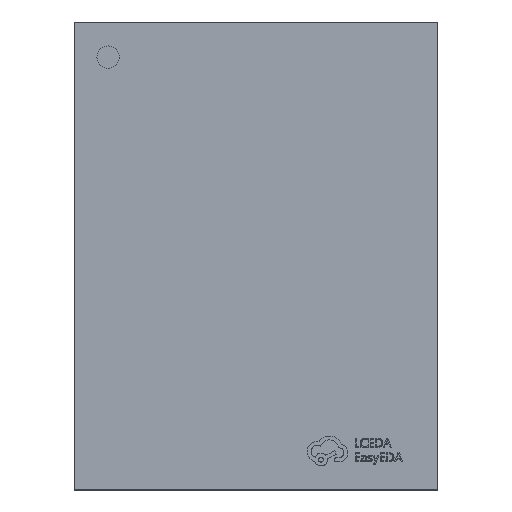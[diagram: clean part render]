
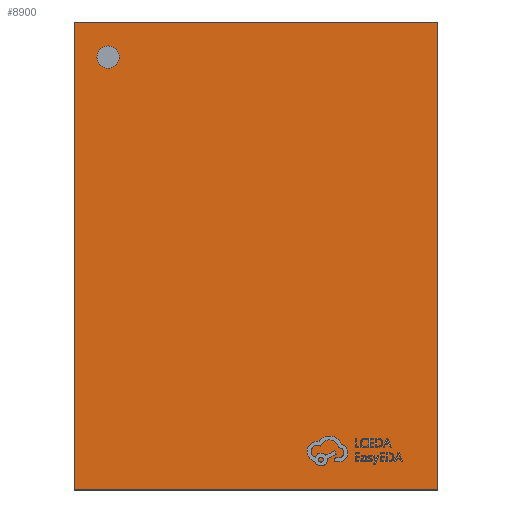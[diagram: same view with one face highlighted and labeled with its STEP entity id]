
A CAD part, top view. The second image highlights one B-rep face of the part: STEP entity #8900.
In plain terms, the highlighted planar face has unit normal (0, 0, 1).
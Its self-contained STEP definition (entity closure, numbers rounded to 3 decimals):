
#36 = EDGE_LOOP ( 'NONE', ( #4986, #3256, #4788, #3470 ) ) ;
#201 = DIRECTION ( 'NONE',  ( -1., 0., 0. ) ) ;
#252 = VECTOR ( 'NONE', #3718, 1000. ) ;
#407 = LINE ( 'NONE', #1671, #1488 ) ;
#498 = CARTESIAN_POINT ( 'NONE',  ( -0.612, 0.765, 0.55 ) ) ;
#630 = VERTEX_POINT ( 'NONE', #498 ) ;
#717 = CARTESIAN_POINT ( 'NONE',  ( -0.7, -0.9, 0.55 ) ) ;
#1406 = VERTEX_POINT ( 'NONE', #6272 ) ;
#1488 = VECTOR ( 'NONE', #2917, 1000. ) ;
#1517 = EDGE_CURVE ( 'NONE', #7389, #8359, #407, .T. ) ;
#1621 = CARTESIAN_POINT ( 'NONE',  ( 0., 0., 0.55 ) ) ;
#1671 = CARTESIAN_POINT ( 'NONE',  ( -0.7, 0.9, 0.55 ) ) ;
#1822 = EDGE_CURVE ( 'NONE', #8359, #15891, #4353, .T. ) ;
#2004 = CARTESIAN_POINT ( 'NONE',  ( 0.7, 0.9, 0.55 ) ) ;
#2205 = EDGE_CURVE ( 'NONE', #630, #1406, #13665, .T. ) ;
#2491 = CARTESIAN_POINT ( 'NONE',  ( -0.7, -0.9, 0.55 ) ) ;
#2559 = AXIS2_PLACEMENT_3D ( 'NONE', #12393, #12138, #4398 ) ;
#2917 = DIRECTION ( 'NONE',  ( -1., 0., 0. ) ) ;
#3256 = ORIENTED_EDGE ( 'NONE', *, *, #1517, .T. ) ;
#3439 = VECTOR ( 'NONE', #9394, 1000. ) ;
#3470 = ORIENTED_EDGE ( 'NONE', *, *, #9245, .T. ) ;
#3718 = DIRECTION ( 'NONE',  ( 1., 0., 0. ) ) ;
#3792 = LINE ( 'NONE', #2491, #252 ) ;
#4353 = LINE ( 'NONE', #717, #10993 ) ;
#4398 = DIRECTION ( 'NONE',  ( 1., 0., 0. ) ) ;
#4788 = ORIENTED_EDGE ( 'NONE', *, *, #1822, .T. ) ;
#4986 = ORIENTED_EDGE ( 'NONE', *, *, #6217, .T. ) ;
#5394 = CARTESIAN_POINT ( 'NONE',  ( 0.7, -0.9, 0.55 ) ) ;
#6071 = EDGE_LOOP ( 'NONE', ( #8358, #10841 ) ) ;
#6217 = EDGE_CURVE ( 'NONE', #11773, #7389, #10733, .T. ) ;
#6272 = CARTESIAN_POINT ( 'NONE',  ( -0.526, 0.765, 0.55 ) ) ;
#6699 = FACE_BOUND ( 'NONE', #6071, .T. ) ;
#7389 = VERTEX_POINT ( 'NONE', #2004 ) ;
#7901 = FACE_OUTER_BOUND ( 'NONE', #36, .T. ) ;
#8062 = DIRECTION ( 'NONE',  ( 0., 0., -1. ) ) ;
#8263 = DIRECTION ( 'NONE',  ( 0., -1., 0. ) ) ;
#8358 = ORIENTED_EDGE ( 'NONE', *, *, #15515, .F. ) ;
#8359 = VERTEX_POINT ( 'NONE', #12629 ) ;
#8526 = DIRECTION ( 'NONE',  ( 0., 0., 1. ) ) ;
#8900 = ADVANCED_FACE ( 'NONE', ( #6699, #7901 ), #14398, .F. ) ;
#9245 = EDGE_CURVE ( 'NONE', #15891, #11773, #3792, .T. ) ;
#9394 = DIRECTION ( 'NONE',  ( 0., 1., 0. ) ) ;
#10733 = LINE ( 'NONE', #5394, #3439 ) ;
#10841 = ORIENTED_EDGE ( 'NONE', *, *, #2205, .F. ) ;
#10942 = DIRECTION ( 'NONE',  ( 1., 0., 0. ) ) ;
#10993 = VECTOR ( 'NONE', #8263, 1000. ) ;
#11026 = CIRCLE ( 'NONE', #2559, 0.043 ) ;
#11773 = VERTEX_POINT ( 'NONE', #12090 ) ;
#11994 = CARTESIAN_POINT ( 'NONE',  ( -0.7, -0.9, 0.55 ) ) ;
#12090 = CARTESIAN_POINT ( 'NONE',  ( 0.7, -0.9, 0.55 ) ) ;
#12138 = DIRECTION ( 'NONE',  ( 0., 0., 1. ) ) ;
#12393 = CARTESIAN_POINT ( 'NONE',  ( -0.569, 0.765, 0.55 ) ) ;
#12629 = CARTESIAN_POINT ( 'NONE',  ( -0.7, 0.9, 0.55 ) ) ;
#12874 = AXIS2_PLACEMENT_3D ( 'NONE', #14623, #8526, #10942 ) ;
#13665 = CIRCLE ( 'NONE', #12874, 0.043 ) ;
#13775 = AXIS2_PLACEMENT_3D ( 'NONE', #1621, #8062, #201 ) ;
#14398 = PLANE ( 'NONE',  #13775 ) ;
#14623 = CARTESIAN_POINT ( 'NONE',  ( -0.569, 0.765, 0.55 ) ) ;
#15515 = EDGE_CURVE ( 'NONE', #1406, #630, #11026, .T. ) ;
#15891 = VERTEX_POINT ( 'NONE', #11994 ) ;
